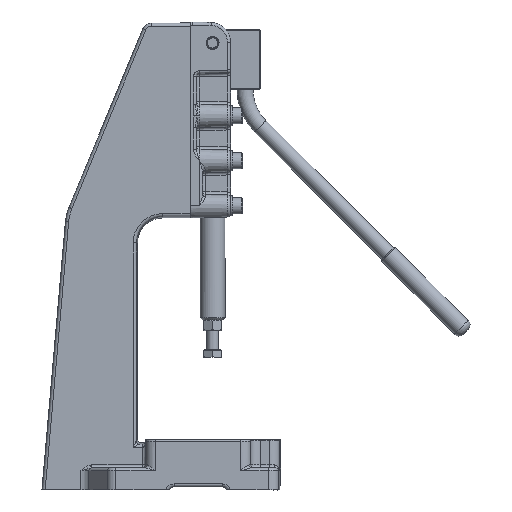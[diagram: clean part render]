
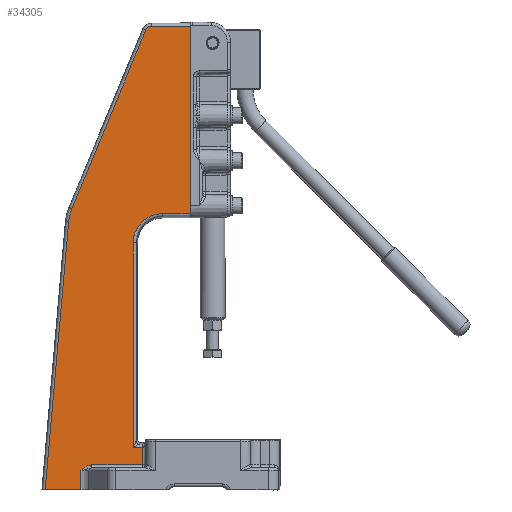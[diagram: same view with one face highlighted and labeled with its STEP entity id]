
A CAD part, left-side view. The second image highlights one B-rep face of the part: STEP entity #34305.
In plain terms, the highlighted planar face has unit normal (-1, 0, 0).
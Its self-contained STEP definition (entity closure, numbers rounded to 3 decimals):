
#309=ELLIPSE('',#37646,7.325,6.);
#853=B_SPLINE_CURVE_WITH_KNOTS('',3,(#71462,#71463,#71464,#71465,#71466,
#71467,#71468,#71469,#71470,#71471,#71472,#71473),.UNSPECIFIED.,.F.,.F.,
(4,1,1,1,1,1,1,2,4),(-1.178,-0.942,-0.707,
-0.471,-0.353,-0.236,-0.118,
0.,0.001),.UNSPECIFIED.);
#3182=LINE('',#70399,#5404);
#3228=LINE('',#70696,#5450);
#3266=LINE('',#71456,#5488);
#3267=LINE('',#71460,#5489);
#3268=LINE('',#71477,#5490);
#3269=LINE('',#71479,#5491);
#3270=LINE('',#71481,#5492);
#3271=LINE('',#71483,#5493);
#3272=LINE('',#71486,#5494);
#3273=LINE('',#71488,#5495);
#3274=LINE('',#71492,#5496);
#5404=VECTOR('',#45442,10.);
#5450=VECTOR('',#45598,10.);
#5488=VECTOR('',#45678,10.);
#5489=VECTOR('',#45683,10.);
#5490=VECTOR('',#45686,10.);
#5491=VECTOR('',#45687,10.);
#5492=VECTOR('',#45688,10.);
#5493=VECTOR('',#45689,10.);
#5494=VECTOR('',#45692,10.);
#5495=VECTOR('',#45693,10.);
#5496=VECTOR('',#45696,10.);
#6637=PLANE('',#37645);
#8188=FACE_OUTER_BOUND('',#10103,.T.);
#10103=EDGE_LOOP('',(#29350,#29351,#29352,#29353,#29354,#29355,#29356,#29357,
#29358,#29359,#29360,#29361,#29362,#29363,#29364,#29365));
#11673=CIRCLE('',#37647,29.294);
#11674=CIRCLE('',#37648,5.706);
#11675=CIRCLE('',#37649,45.706);
#15466=VERTEX_POINT('',#70391);
#15468=VERTEX_POINT('',#70397);
#15555=VERTEX_POINT('',#70693);
#15556=VERTEX_POINT('',#70695);
#15623=VERTEX_POINT('',#71455);
#15624=VERTEX_POINT('',#71459);
#15625=VERTEX_POINT('',#71461);
#15626=VERTEX_POINT('',#71474);
#15627=VERTEX_POINT('',#71476);
#15628=VERTEX_POINT('',#71478);
#15629=VERTEX_POINT('',#71480);
#15630=VERTEX_POINT('',#71482);
#15631=VERTEX_POINT('',#71484);
#15632=VERTEX_POINT('',#71487);
#15633=VERTEX_POINT('',#71489);
#15634=VERTEX_POINT('',#71491);
#20073=EDGE_CURVE('',#15468,#15466,#3182,.T.);
#20170=EDGE_CURVE('',#15556,#15555,#3228,.T.);
#20241=EDGE_CURVE('',#15556,#15623,#3266,.T.);
#20243=EDGE_CURVE('',#15624,#15555,#3267,.T.);
#20244=EDGE_CURVE('',#15625,#15624,#853,.T.);
#20245=EDGE_CURVE('',#15626,#15625,#309,.T.);
#20246=EDGE_CURVE('',#15627,#15626,#3268,.T.);
#20247=EDGE_CURVE('',#15628,#15627,#3269,.T.);
#20248=EDGE_CURVE('',#15629,#15628,#3270,.T.);
#20249=EDGE_CURVE('',#15630,#15629,#3271,.T.);
#20250=EDGE_CURVE('',#15631,#15630,#11673,.T.);
#20251=EDGE_CURVE('',#15466,#15631,#3272,.T.);
#20252=EDGE_CURVE('',#15632,#15468,#3273,.T.);
#20253=EDGE_CURVE('',#15633,#15632,#11674,.T.);
#20254=EDGE_CURVE('',#15634,#15633,#3274,.T.);
#20255=EDGE_CURVE('',#15623,#15634,#11675,.T.);
#29350=ORIENTED_EDGE('',*,*,#20170,.T.);
#29351=ORIENTED_EDGE('',*,*,#20243,.F.);
#29352=ORIENTED_EDGE('',*,*,#20244,.F.);
#29353=ORIENTED_EDGE('',*,*,#20245,.F.);
#29354=ORIENTED_EDGE('',*,*,#20246,.F.);
#29355=ORIENTED_EDGE('',*,*,#20247,.F.);
#29356=ORIENTED_EDGE('',*,*,#20248,.F.);
#29357=ORIENTED_EDGE('',*,*,#20249,.F.);
#29358=ORIENTED_EDGE('',*,*,#20250,.F.);
#29359=ORIENTED_EDGE('',*,*,#20251,.F.);
#29360=ORIENTED_EDGE('',*,*,#20073,.F.);
#29361=ORIENTED_EDGE('',*,*,#20252,.F.);
#29362=ORIENTED_EDGE('',*,*,#20253,.F.);
#29363=ORIENTED_EDGE('',*,*,#20254,.F.);
#29364=ORIENTED_EDGE('',*,*,#20255,.F.);
#29365=ORIENTED_EDGE('',*,*,#20241,.F.);
#34305=ADVANCED_FACE('',(#8188),#6637,.F.);
#37645=AXIS2_PLACEMENT_3D('',#71458,#45681,#45682);
#37646=AXIS2_PLACEMENT_3D('',#71475,#45684,#45685);
#37647=AXIS2_PLACEMENT_3D('',#71485,#45690,#45691);
#37648=AXIS2_PLACEMENT_3D('',#71490,#45694,#45695);
#37649=AXIS2_PLACEMENT_3D('',#71493,#45697,#45698);
#45442=DIRECTION('',(0.,0.,-1.));
#45598=DIRECTION('',(0.,-1.,0.));
#45678=DIRECTION('',(0.,-0.087,0.996));
#45681=DIRECTION('center_axis',(1.,0.,0.));
#45682=DIRECTION('ref_axis',(0.,1.,0.));
#45683=DIRECTION('',(0.,0.,-1.));
#45684=DIRECTION('center_axis',(-1.,0.,0.));
#45685=DIRECTION('ref_axis',(0.,1.,0.));
#45686=DIRECTION('',(0.,1.,0.));
#45687=DIRECTION('',(0.,0.,-1.));
#45688=DIRECTION('',(0.,-1.,0.));
#45689=DIRECTION('',(0.,0.,-1.));
#45690=DIRECTION('center_axis',(-1.,0.,0.));
#45691=DIRECTION('ref_axis',(0.,0.707,0.707));
#45692=DIRECTION('',(0.,1.,0.));
#45693=DIRECTION('',(0.,-1.,0.));
#45694=DIRECTION('center_axis',(1.,0.,0.));
#45695=DIRECTION('ref_axis',(0.,0.556,0.831));
#45696=DIRECTION('',(0.,-0.383,0.924));
#45697=DIRECTION('center_axis',(1.,0.,0.));
#45698=DIRECTION('ref_axis',(0.,0.971,0.238));
#70391=CARTESIAN_POINT('',(-40.,0.294,276.294));
#70397=CARTESIAN_POINT('',(-40.,0.294,463.706));
#70399=CARTESIAN_POINT('',(-40.,0.294,134.));
#70693=CARTESIAN_POINT('',(-40.,109.713,0.));
#70695=CARTESIAN_POINT('',(-40.,145.34,0.));
#70696=CARTESIAN_POINT('',(-40.,137.748,0.));
#71455=CARTESIAN_POINT('',(-40.,121.896,267.962));
#71456=CARTESIAN_POINT('',(-40.,133.301,137.601));
#71458=CARTESIAN_POINT('Origin',(-40.,104.507,-4.));
#71459=CARTESIAN_POINT('',(-40.,109.713,19.));
#71460=CARTESIAN_POINT('',(-40.,109.713,-4.));
#71461=CARTESIAN_POINT('',(-40.,99.716,24.947));
#71462=CARTESIAN_POINT('Ctrl Pts',(-40.,99.716,24.947));
#71463=CARTESIAN_POINT('Ctrl Pts',(-40.,100.496,24.861));
#71464=CARTESIAN_POINT('Ctrl Pts',(-40.,102.048,24.484));
#71465=CARTESIAN_POINT('Ctrl Pts',(-40.,104.18,23.47));
#71466=CARTESIAN_POINT('Ctrl Pts',(-40.,105.809,22.368));
#71467=CARTESIAN_POINT('Ctrl Pts',(-40.,107.049,21.384));
#71468=CARTESIAN_POINT('Ctrl Pts',(-40.,107.953,20.609));
#71469=CARTESIAN_POINT('Ctrl Pts',(-40.,108.836,19.812));
#71470=CARTESIAN_POINT('Ctrl Pts',(-40.,109.414,19.276));
#71471=CARTESIAN_POINT('Ctrl Pts',(-40.,109.706,19.006));
#71472=CARTESIAN_POINT('Ctrl Pts',(-40.,109.709,19.003));
#71473=CARTESIAN_POINT('Ctrl Pts',(-40.,109.713,19.));
#71474=CARTESIAN_POINT('',(-40.,98.744,25.));
#71475=CARTESIAN_POINT('Origin',(-40.,98.744,19.));
#71476=CARTESIAN_POINT('',(-40.,48.,25.));
#71477=CARTESIAN_POINT('',(-40.,89.63,25.));
#71478=CARTESIAN_POINT('',(-40.,48.,42.706));
#71479=CARTESIAN_POINT('',(-40.,48.,25.));
#71480=CARTESIAN_POINT('',(-40.,57.294,42.706));
#71481=CARTESIAN_POINT('',(-40.,74.754,42.706));
#71482=CARTESIAN_POINT('',(-40.,57.294,247.));
#71483=CARTESIAN_POINT('',(-40.,57.294,25.));
#71484=CARTESIAN_POINT('',(-40.,28.,276.294));
#71485=CARTESIAN_POINT('Origin',(-40.,28.,247.));
#71486=CARTESIAN_POINT('',(-40.,66.254,276.294));
#71487=CARTESIAN_POINT('',(-40.,39.317,463.706));
#71488=CARTESIAN_POINT('',(-40.,50.254,463.706));
#71489=CARTESIAN_POINT('',(-40.,44.589,460.183));
#71490=CARTESIAN_POINT('Origin',(-40.,39.317,458.));
#71491=CARTESIAN_POINT('',(-40.,118.593,281.465));
#71492=CARTESIAN_POINT('',(-40.,129.734,254.559));
#71493=CARTESIAN_POINT('Origin',(-40.,76.364,263.979));
